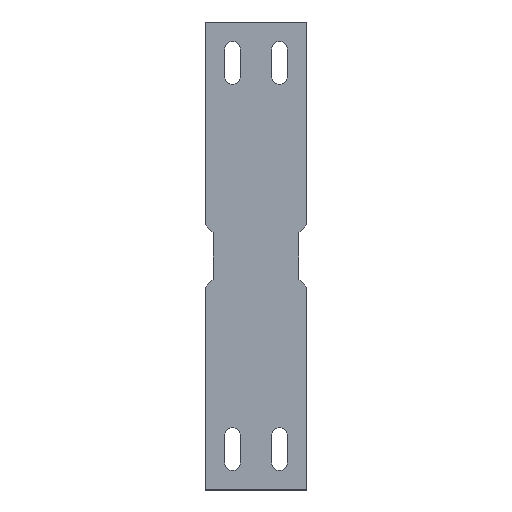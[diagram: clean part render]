
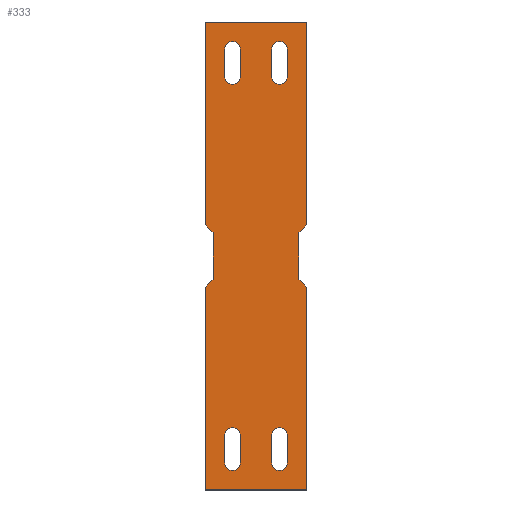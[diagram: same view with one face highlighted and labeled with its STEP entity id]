
A CAD part, top view. The second image highlights one B-rep face of the part: STEP entity #333.
In plain terms, the highlighted planar face has unit normal (0, 0, 1).
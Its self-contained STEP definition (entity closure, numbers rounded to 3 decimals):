
#115=AXIS2_PLACEMENT_3D('Plane Axis2P3D',#112,#113,#114) ;
#199=AXIS2_PLACEMENT_3D('Circle Axis2P3D',#197,#198,$) ;
#215=AXIS2_PLACEMENT_3D('Circle Axis2P3D',#213,#214,$) ;
#242=AXIS2_PLACEMENT_3D('Circle Axis2P3D',#240,#241,$) ;
#256=AXIS2_PLACEMENT_3D('Circle Axis2P3D',#254,#255,$) ;
#276=AXIS2_PLACEMENT_3D('Circle Axis2P3D',#274,#275,$) ;
#290=AXIS2_PLACEMENT_3D('Circle Axis2P3D',#288,#289,$) ;
#301=AXIS2_PLACEMENT_3D('Circle Axis2P3D',#299,#300,$) ;
#317=AXIS2_PLACEMENT_3D('Circle Axis2P3D',#315,#316,$) ;
#43=CARTESIAN_POINT('Vertex',(0.,0.,0.6)) ;
#57=CARTESIAN_POINT('Vertex',(13.,0.,0.6)) ;
#60=CARTESIAN_POINT('Line Origine',(6.5,0.,0.6)) ;
#83=CARTESIAN_POINT('Vertex',(13.,60.,0.6)) ;
#97=CARTESIAN_POINT('Vertex',(0.,60.,0.6)) ;
#100=CARTESIAN_POINT('Line Origine',(6.5,60.,0.6)) ;
#112=CARTESIAN_POINT('Axis2P3D Location',(6.5,30.,0.6)) ;
#117=CARTESIAN_POINT('Line Origine',(13.,47.,0.6)) ;
#121=CARTESIAN_POINT('Vertex',(13.,34.,0.6)) ;
#124=CARTESIAN_POINT('Line Origine',(0.,47.,0.6)) ;
#128=CARTESIAN_POINT('Vertex',(0.,34.,0.6)) ;
#131=CARTESIAN_POINT('Line Origine',(0.5,33.5,0.6)) ;
#135=CARTESIAN_POINT('Vertex',(1.,33.,0.6)) ;
#138=CARTESIAN_POINT('Line Origine',(1.,30.,0.6)) ;
#142=CARTESIAN_POINT('Vertex',(1.,27.,0.6)) ;
#145=CARTESIAN_POINT('Line Origine',(0.5,26.5,0.6)) ;
#149=CARTESIAN_POINT('Vertex',(0.,26.,0.6)) ;
#152=CARTESIAN_POINT('Line Origine',(0.,13.,0.6)) ;
#157=CARTESIAN_POINT('Line Origine',(13.,13.,0.6)) ;
#161=CARTESIAN_POINT('Vertex',(13.,26.,0.6)) ;
#164=CARTESIAN_POINT('Line Origine',(12.5,26.5,0.6)) ;
#168=CARTESIAN_POINT('Vertex',(12.,27.,0.6)) ;
#171=CARTESIAN_POINT('Line Origine',(12.,30.,0.6)) ;
#175=CARTESIAN_POINT('Vertex',(12.,33.,0.6)) ;
#178=CARTESIAN_POINT('Line Origine',(12.5,33.5,0.6)) ;
#197=CARTESIAN_POINT('Axis2P3D Location',(9.5,56.5,0.6)) ;
#201=CARTESIAN_POINT('Vertex',(10.5,56.5,0.6)) ;
#203=CARTESIAN_POINT('Vertex',(8.5,56.5,0.6)) ;
#206=CARTESIAN_POINT('Line Origine',(10.5,54.75,0.6)) ;
#210=CARTESIAN_POINT('Vertex',(10.5,53.,0.6)) ;
#213=CARTESIAN_POINT('Axis2P3D Location',(9.5,53.,0.6)) ;
#217=CARTESIAN_POINT('Vertex',(8.5,53.,0.6)) ;
#220=CARTESIAN_POINT('Line Origine',(8.5,54.75,0.6)) ;
#231=CARTESIAN_POINT('Line Origine',(2.5,54.75,0.6)) ;
#235=CARTESIAN_POINT('Vertex',(2.5,56.5,0.6)) ;
#237=CARTESIAN_POINT('Vertex',(2.5,53.,0.6)) ;
#240=CARTESIAN_POINT('Axis2P3D Location',(3.5,56.5,0.6)) ;
#244=CARTESIAN_POINT('Vertex',(4.5,56.5,0.6)) ;
#247=CARTESIAN_POINT('Line Origine',(4.5,54.75,0.6)) ;
#251=CARTESIAN_POINT('Vertex',(4.5,53.,0.6)) ;
#254=CARTESIAN_POINT('Axis2P3D Location',(3.5,53.,0.6)) ;
#265=CARTESIAN_POINT('Line Origine',(10.5,5.25,0.6)) ;
#269=CARTESIAN_POINT('Vertex',(10.5,3.5,0.6)) ;
#271=CARTESIAN_POINT('Vertex',(10.5,7.,0.6)) ;
#274=CARTESIAN_POINT('Axis2P3D Location',(9.5,3.5,0.6)) ;
#278=CARTESIAN_POINT('Vertex',(8.5,3.5,0.6)) ;
#281=CARTESIAN_POINT('Line Origine',(8.5,5.25,0.6)) ;
#285=CARTESIAN_POINT('Vertex',(8.5,7.,0.6)) ;
#288=CARTESIAN_POINT('Axis2P3D Location',(9.5,7.,0.6)) ;
#299=CARTESIAN_POINT('Axis2P3D Location',(3.5,3.5,0.6)) ;
#303=CARTESIAN_POINT('Vertex',(2.5,3.5,0.6)) ;
#305=CARTESIAN_POINT('Vertex',(4.5,3.5,0.6)) ;
#308=CARTESIAN_POINT('Line Origine',(2.5,5.25,0.6)) ;
#312=CARTESIAN_POINT('Vertex',(2.5,7.,0.6)) ;
#315=CARTESIAN_POINT('Axis2P3D Location',(3.5,7.,0.6)) ;
#319=CARTESIAN_POINT('Vertex',(4.5,7.,0.6)) ;
#322=CARTESIAN_POINT('Line Origine',(4.5,5.25,0.6)) ;
#61=DIRECTION('Vector Direction',(1.,0.,0.)) ;
#101=DIRECTION('Vector Direction',(-1.,0.,0.)) ;
#113=DIRECTION('Axis2P3D Direction',(0.,-0.,1.)) ;
#114=DIRECTION('Axis2P3D XDirection',(0.,1.,0.)) ;
#118=DIRECTION('Vector Direction',(0.,-1.,0.)) ;
#125=DIRECTION('Vector Direction',(0.,1.,0.)) ;
#132=DIRECTION('Vector Direction',(0.707,-0.707,0.)) ;
#139=DIRECTION('Vector Direction',(0.,-1.,0.)) ;
#146=DIRECTION('Vector Direction',(-0.707,-0.707,0.)) ;
#153=DIRECTION('Vector Direction',(0.,1.,0.)) ;
#158=DIRECTION('Vector Direction',(0.,-1.,0.)) ;
#165=DIRECTION('Vector Direction',(-0.707,0.707,0.)) ;
#172=DIRECTION('Vector Direction',(0.,1.,0.)) ;
#179=DIRECTION('Vector Direction',(0.707,0.707,0.)) ;
#198=DIRECTION('Axis2P3D Direction',(0.,-0.,1.)) ;
#207=DIRECTION('Vector Direction',(0.,-1.,0.)) ;
#214=DIRECTION('Axis2P3D Direction',(0.,-0.,1.)) ;
#221=DIRECTION('Vector Direction',(0.,1.,0.)) ;
#232=DIRECTION('Vector Direction',(0.,-1.,0.)) ;
#241=DIRECTION('Axis2P3D Direction',(0.,-0.,1.)) ;
#248=DIRECTION('Vector Direction',(0.,1.,0.)) ;
#255=DIRECTION('Axis2P3D Direction',(0.,-0.,1.)) ;
#266=DIRECTION('Vector Direction',(0.,1.,0.)) ;
#275=DIRECTION('Axis2P3D Direction',(0.,-0.,1.)) ;
#282=DIRECTION('Vector Direction',(0.,-1.,0.)) ;
#289=DIRECTION('Axis2P3D Direction',(0.,-0.,1.)) ;
#300=DIRECTION('Axis2P3D Direction',(0.,-0.,1.)) ;
#309=DIRECTION('Vector Direction',(0.,1.,0.)) ;
#316=DIRECTION('Axis2P3D Direction',(0.,-0.,1.)) ;
#323=DIRECTION('Vector Direction',(0.,-1.,0.)) ;
#62=VECTOR('Line Direction',#61,1.) ;
#102=VECTOR('Line Direction',#101,1.) ;
#119=VECTOR('Line Direction',#118,1.) ;
#126=VECTOR('Line Direction',#125,1.) ;
#133=VECTOR('Line Direction',#132,1.) ;
#140=VECTOR('Line Direction',#139,1.) ;
#147=VECTOR('Line Direction',#146,1.) ;
#154=VECTOR('Line Direction',#153,1.) ;
#159=VECTOR('Line Direction',#158,1.) ;
#166=VECTOR('Line Direction',#165,1.) ;
#173=VECTOR('Line Direction',#172,1.) ;
#180=VECTOR('Line Direction',#179,1.) ;
#208=VECTOR('Line Direction',#207,1.) ;
#222=VECTOR('Line Direction',#221,1.) ;
#233=VECTOR('Line Direction',#232,1.) ;
#249=VECTOR('Line Direction',#248,1.) ;
#267=VECTOR('Line Direction',#266,1.) ;
#283=VECTOR('Line Direction',#282,1.) ;
#310=VECTOR('Line Direction',#309,1.) ;
#324=VECTOR('Line Direction',#323,1.) ;
#184=ORIENTED_EDGE('',*,*,#123,.T.) ;
#185=ORIENTED_EDGE('',*,*,#104,.T.) ;
#186=ORIENTED_EDGE('',*,*,#130,.T.) ;
#187=ORIENTED_EDGE('',*,*,#137,.F.) ;
#188=ORIENTED_EDGE('',*,*,#144,.F.) ;
#189=ORIENTED_EDGE('',*,*,#151,.F.) ;
#190=ORIENTED_EDGE('',*,*,#156,.T.) ;
#191=ORIENTED_EDGE('',*,*,#64,.T.) ;
#192=ORIENTED_EDGE('',*,*,#163,.T.) ;
#193=ORIENTED_EDGE('',*,*,#170,.F.) ;
#194=ORIENTED_EDGE('',*,*,#177,.F.) ;
#195=ORIENTED_EDGE('',*,*,#182,.F.) ;
#226=ORIENTED_EDGE('',*,*,#205,.F.) ;
#227=ORIENTED_EDGE('',*,*,#212,.F.) ;
#228=ORIENTED_EDGE('',*,*,#219,.F.) ;
#229=ORIENTED_EDGE('',*,*,#224,.F.) ;
#260=ORIENTED_EDGE('',*,*,#239,.F.) ;
#261=ORIENTED_EDGE('',*,*,#246,.F.) ;
#262=ORIENTED_EDGE('',*,*,#253,.F.) ;
#263=ORIENTED_EDGE('',*,*,#258,.F.) ;
#294=ORIENTED_EDGE('',*,*,#273,.F.) ;
#295=ORIENTED_EDGE('',*,*,#280,.F.) ;
#296=ORIENTED_EDGE('',*,*,#287,.F.) ;
#297=ORIENTED_EDGE('',*,*,#292,.F.) ;
#328=ORIENTED_EDGE('',*,*,#307,.F.) ;
#329=ORIENTED_EDGE('',*,*,#314,.F.) ;
#330=ORIENTED_EDGE('',*,*,#321,.F.) ;
#331=ORIENTED_EDGE('',*,*,#326,.F.) ;
#230=FACE_BOUND('',#225,.T.) ;
#264=FACE_BOUND('',#259,.T.) ;
#298=FACE_BOUND('',#293,.T.) ;
#332=FACE_BOUND('',#327,.T.) ;
#333=ADVANCED_FACE('S3D positioniert',(#196,#230,#264,#298,#332),#116,.T.) ;
#200=CIRCLE('generated circle',#199,1.) ;
#216=CIRCLE('generated circle',#215,1.) ;
#243=CIRCLE('generated circle',#242,1.) ;
#257=CIRCLE('generated circle',#256,1.) ;
#277=CIRCLE('generated circle',#276,1.) ;
#291=CIRCLE('generated circle',#290,1.) ;
#302=CIRCLE('generated circle',#301,1.) ;
#318=CIRCLE('generated circle',#317,1.) ;
#64=EDGE_CURVE('',#44,#58,#63,.T.) ;
#104=EDGE_CURVE('',#84,#98,#103,.T.) ;
#123=EDGE_CURVE('',#122,#84,#120,.F.) ;
#130=EDGE_CURVE('',#98,#129,#127,.F.) ;
#137=EDGE_CURVE('',#136,#129,#134,.F.) ;
#144=EDGE_CURVE('',#143,#136,#141,.F.) ;
#151=EDGE_CURVE('',#150,#143,#148,.F.) ;
#156=EDGE_CURVE('',#150,#44,#155,.F.) ;
#163=EDGE_CURVE('',#58,#162,#160,.F.) ;
#170=EDGE_CURVE('',#169,#162,#167,.F.) ;
#177=EDGE_CURVE('',#176,#169,#174,.F.) ;
#182=EDGE_CURVE('',#122,#176,#181,.F.) ;
#205=EDGE_CURVE('',#202,#204,#200,.T.) ;
#212=EDGE_CURVE('',#211,#202,#209,.F.) ;
#219=EDGE_CURVE('',#218,#211,#216,.T.) ;
#224=EDGE_CURVE('',#204,#218,#223,.F.) ;
#239=EDGE_CURVE('',#236,#238,#234,.T.) ;
#246=EDGE_CURVE('',#245,#236,#243,.T.) ;
#253=EDGE_CURVE('',#252,#245,#250,.T.) ;
#258=EDGE_CURVE('',#238,#252,#257,.T.) ;
#273=EDGE_CURVE('',#270,#272,#268,.T.) ;
#280=EDGE_CURVE('',#279,#270,#277,.T.) ;
#287=EDGE_CURVE('',#286,#279,#284,.T.) ;
#292=EDGE_CURVE('',#272,#286,#291,.T.) ;
#307=EDGE_CURVE('',#304,#306,#302,.T.) ;
#314=EDGE_CURVE('',#313,#304,#311,.F.) ;
#321=EDGE_CURVE('',#320,#313,#318,.T.) ;
#326=EDGE_CURVE('',#306,#320,#325,.F.) ;
#183=EDGE_LOOP('',(#184,#185,#186,#187,#188,#189,#190,#191,#192,#193,#194,#195)) ;
#225=EDGE_LOOP('',(#226,#227,#228,#229)) ;
#259=EDGE_LOOP('',(#260,#261,#262,#263)) ;
#293=EDGE_LOOP('',(#294,#295,#296,#297)) ;
#327=EDGE_LOOP('',(#328,#329,#330,#331)) ;
#196=FACE_OUTER_BOUND('',#183,.T.) ;
#63=LINE('Line',#60,#62) ;
#103=LINE('Line',#100,#102) ;
#120=LINE('Line',#117,#119) ;
#127=LINE('Line',#124,#126) ;
#134=LINE('Line',#131,#133) ;
#141=LINE('Line',#138,#140) ;
#148=LINE('Line',#145,#147) ;
#155=LINE('Line',#152,#154) ;
#160=LINE('Line',#157,#159) ;
#167=LINE('Line',#164,#166) ;
#174=LINE('Line',#171,#173) ;
#181=LINE('Line',#178,#180) ;
#209=LINE('Line',#206,#208) ;
#223=LINE('Line',#220,#222) ;
#234=LINE('Line',#231,#233) ;
#250=LINE('Line',#247,#249) ;
#268=LINE('Line',#265,#267) ;
#284=LINE('Line',#281,#283) ;
#311=LINE('Line',#308,#310) ;
#325=LINE('Line',#322,#324) ;
#116=PLANE('',#115) ;
#44=VERTEX_POINT('',#43) ;
#58=VERTEX_POINT('',#57) ;
#84=VERTEX_POINT('',#83) ;
#98=VERTEX_POINT('',#97) ;
#122=VERTEX_POINT('',#121) ;
#129=VERTEX_POINT('',#128) ;
#136=VERTEX_POINT('',#135) ;
#143=VERTEX_POINT('',#142) ;
#150=VERTEX_POINT('',#149) ;
#162=VERTEX_POINT('',#161) ;
#169=VERTEX_POINT('',#168) ;
#176=VERTEX_POINT('',#175) ;
#202=VERTEX_POINT('',#201) ;
#204=VERTEX_POINT('',#203) ;
#211=VERTEX_POINT('',#210) ;
#218=VERTEX_POINT('',#217) ;
#236=VERTEX_POINT('',#235) ;
#238=VERTEX_POINT('',#237) ;
#245=VERTEX_POINT('',#244) ;
#252=VERTEX_POINT('',#251) ;
#270=VERTEX_POINT('',#269) ;
#272=VERTEX_POINT('',#271) ;
#279=VERTEX_POINT('',#278) ;
#286=VERTEX_POINT('',#285) ;
#304=VERTEX_POINT('',#303) ;
#306=VERTEX_POINT('',#305) ;
#313=VERTEX_POINT('',#312) ;
#320=VERTEX_POINT('',#319) ;
